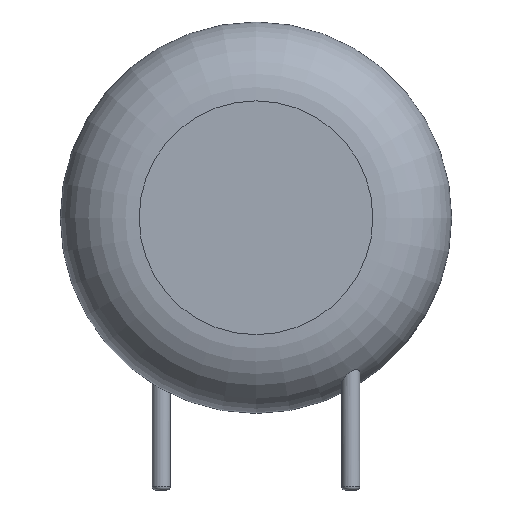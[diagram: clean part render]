
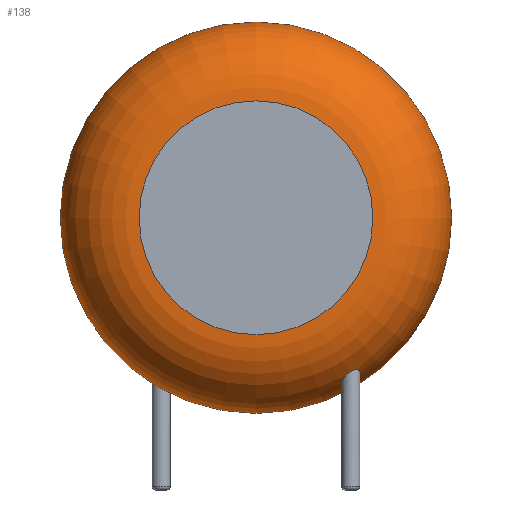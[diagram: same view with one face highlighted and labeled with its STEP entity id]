
A CAD part, front view. The second image highlights one B-rep face of the part: STEP entity #138.
In plain terms, the highlighted toroidal (fillet/blend) face has major radius 4.628 mm and minor radius 3.122 mm.
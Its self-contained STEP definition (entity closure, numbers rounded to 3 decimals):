
#24 = VERTEX_POINT('',#25);
#25 = CARTESIAN_POINT('',(11.5,-1.628,7.78));
#31 = EDGE_CURVE('',#24,#24,#32,.T.);
#32 = CIRCLE('',#33,7.75);
#33 = AXIS2_PLACEMENT_3D('',#34,#35,#36);
#34 = CARTESIAN_POINT('',(3.75,-1.628,7.78));
#35 = DIRECTION('',(0.,-1.,0.));
#36 = DIRECTION('',(1.,0.,0.));
#138 = ADVANCED_FACE('',(#139,#159),#233,.T.);
#139 = FACE_BOUND('',#140,.T.);
#140 = EDGE_LOOP('',(#141,#142,#151,#158));
#141 = ORIENTED_EDGE('',*,*,#31,.T.);
#142 = ORIENTED_EDGE('',*,*,#143,.T.);
#143 = EDGE_CURVE('',#24,#144,#146,.T.);
#144 = VERTEX_POINT('',#145);
#145 = CARTESIAN_POINT('',(8.378,-4.75,7.78));
#146 = CIRCLE('',#147,3.122);
#147 = AXIS2_PLACEMENT_3D('',#148,#149,#150);
#148 = CARTESIAN_POINT('',(8.378,-1.628,7.78));
#149 = DIRECTION('',(0.,0.,-1.));
#150 = DIRECTION('',(1.,0.,0.));
#151 = ORIENTED_EDGE('',*,*,#152,.F.);
#152 = EDGE_CURVE('',#144,#144,#153,.T.);
#153 = CIRCLE('',#154,4.628);
#154 = AXIS2_PLACEMENT_3D('',#155,#156,#157);
#155 = CARTESIAN_POINT('',(3.75,-4.75,7.78));
#156 = DIRECTION('',(0.,-1.,0.));
#157 = DIRECTION('',(1.,0.,0.));
#158 = ORIENTED_EDGE('',*,*,#143,.F.);
#159 = FACE_BOUND('',#160,.T.);
#160 = EDGE_LOOP('',(#161,#174));
#161 = ORIENTED_EDGE('',*,*,#162,.T.);
#162 = EDGE_CURVE('',#163,#165,#167,.T.);
#163 = VERTEX_POINT('',#164);
#164 = CARTESIAN_POINT('',(7.86,-3.1,1.649));
#165 = VERTEX_POINT('',#166);
#166 = CARTESIAN_POINT('',(7.839,-2.978,1.561
));
#167 = B_SPLINE_CURVE_WITH_KNOTS('',5,(#168,#169,#170,#171,#172,#173),
.UNSPECIFIED.,.F.,.F.,(6,6),(0.,1.),.PIECEWISE_BEZIER_KNOTS.);
#168 = CARTESIAN_POINT('',(7.86,-3.1,1.649));
#169 = CARTESIAN_POINT('',(7.86,-3.075,1.633));
#170 = CARTESIAN_POINT('',(7.858,-3.05,1.616
));
#171 = CARTESIAN_POINT('',(7.854,-3.026,1.598)
);
#172 = CARTESIAN_POINT('',(7.847,-3.002,1.58)
);
#173 = CARTESIAN_POINT('',(7.839,-2.978,1.561
));
#174 = ORIENTED_EDGE('',*,*,#175,.T.);
#175 = EDGE_CURVE('',#165,#163,#176,.T.);
#176 = B_SPLINE_CURVE_WITH_KNOTS('',7,(#177,#178,#179,#180,#181,#182,
#183,#184,#185,#186,#187,#188,#189,#190,#191,#192,#193,#194,#195,
#196,#197,#198,#199,#200,#201,#202,#203,#204,#205,#206,#207,#208,
#209,#210,#211,#212,#213,#214,#215,#216,#217,#218,#219,#220,#221,
#222,#223,#224,#225,#226,#227,#228,#229,#230,#231,#232),
.UNSPECIFIED.,.F.,.F.,(8,6,6,6,6,6,6,6,6,8),(0.,
0.052,0.228,0.357,0.441,
0.482,0.607,0.768,0.927,1.),
.UNSPECIFIED.);
#177 = CARTESIAN_POINT('',(7.839,-2.978,1.561
));
#178 = CARTESIAN_POINT('',(7.834,-2.964,1.549
));
#179 = CARTESIAN_POINT('',(7.828,-2.95,1.538
));
#180 = CARTESIAN_POINT('',(7.821,-2.936,1.526
));
#181 = CARTESIAN_POINT('',(7.814,-2.923,1.514)
);
#182 = CARTESIAN_POINT('',(7.806,-2.91,1.502)
);
#183 = CARTESIAN_POINT('',(7.798,-2.897,1.489
));
#184 = CARTESIAN_POINT('',(7.758,-2.844,1.436)
);
#185 = CARTESIAN_POINT('',(7.721,-2.808,1.395
));
#186 = CARTESIAN_POINT('',(7.677,-2.778,1.354
));
#187 = CARTESIAN_POINT('',(7.628,-2.755,1.314)
);
#188 = CARTESIAN_POINT('',(7.575,-2.741,1.276
));
#189 = CARTESIAN_POINT('',(7.52,-2.736,1.242
));
#190 = CARTESIAN_POINT('',(7.423,-2.746,1.192)
);
#191 = CARTESIAN_POINT('',(7.383,-2.755,1.173)
);
#192 = CARTESIAN_POINT('',(7.343,-2.771,1.158)
);
#193 = CARTESIAN_POINT('',(7.305,-2.791,1.147
));
#194 = CARTESIAN_POINT('',(7.271,-2.817,1.141)
);
#195 = CARTESIAN_POINT('',(7.241,-2.846,1.139
));
#196 = CARTESIAN_POINT('',(7.199,-2.9,1.144
));
#197 = CARTESIAN_POINT('',(7.185,-2.923,1.148
));
#198 = CARTESIAN_POINT('',(7.172,-2.947,1.153
));
#199 = CARTESIAN_POINT('',(7.162,-2.971,1.161
));
#200 = CARTESIAN_POINT('',(7.154,-2.996,1.17)
);
#201 = CARTESIAN_POINT('',(7.148,-3.021,1.181
));
#202 = CARTESIAN_POINT('',(7.142,-3.059,1.2)
);
#203 = CARTESIAN_POINT('',(7.141,-3.071,1.207
));
#204 = CARTESIAN_POINT('',(7.14,-3.084,1.214)
);
#205 = CARTESIAN_POINT('',(7.14,-3.096,1.221
));
#206 = CARTESIAN_POINT('',(7.14,-3.109,1.228
));
#207 = CARTESIAN_POINT('',(7.14,-3.121,1.236
));
#208 = CARTESIAN_POINT('',(7.145,-3.17,1.269)
);
#209 = CARTESIAN_POINT('',(7.153,-3.205,1.296
));
#210 = CARTESIAN_POINT('',(7.164,-3.24,1.325
));
#211 = CARTESIAN_POINT('',(7.18,-3.272,1.356
));
#212 = CARTESIAN_POINT('',(7.199,-3.302,1.387
));
#213 = CARTESIAN_POINT('',(7.221,-3.33,1.42
));
#214 = CARTESIAN_POINT('',(7.278,-3.387,1.495
));
#215 = CARTESIAN_POINT('',(7.315,-3.415,1.538
));
#216 = CARTESIAN_POINT('',(7.357,-3.437,1.58
));
#217 = CARTESIAN_POINT('',(7.403,-3.453,1.62
));
#218 = CARTESIAN_POINT('',(7.452,-3.463,1.657
));
#219 = CARTESIAN_POINT('',(7.502,-3.464,1.69
));
#220 = CARTESIAN_POINT('',(7.603,-3.449,1.74)
);
#221 = CARTESIAN_POINT('',(7.653,-3.433,1.758
));
#222 = CARTESIAN_POINT('',(7.701,-3.408,1.769
));
#223 = CARTESIAN_POINT('',(7.743,-3.376,1.77
));
#224 = CARTESIAN_POINT('',(7.779,-3.337,1.763)
);
#225 = CARTESIAN_POINT('',(7.807,-3.294,1.749
));
#226 = CARTESIAN_POINT('',(7.837,-3.229,1.721
));
#227 = CARTESIAN_POINT('',(7.845,-3.208,1.711
));
#228 = CARTESIAN_POINT('',(7.851,-3.187,1.7
));
#229 = CARTESIAN_POINT('',(7.855,-3.165,1.689
));
#230 = CARTESIAN_POINT('',(7.858,-3.143,1.676
));
#231 = CARTESIAN_POINT('',(7.86,-3.122,1.663));
#232 = CARTESIAN_POINT('',(7.86,-3.1,1.649));
#233 = TOROIDAL_SURFACE('',#234,4.628,3.122);
#234 = AXIS2_PLACEMENT_3D('',#235,#236,#237);
#235 = CARTESIAN_POINT('',(3.75,-1.628,7.78));
#236 = DIRECTION('',(0.,-1.,0.));
#237 = DIRECTION('',(1.,0.,0.));
